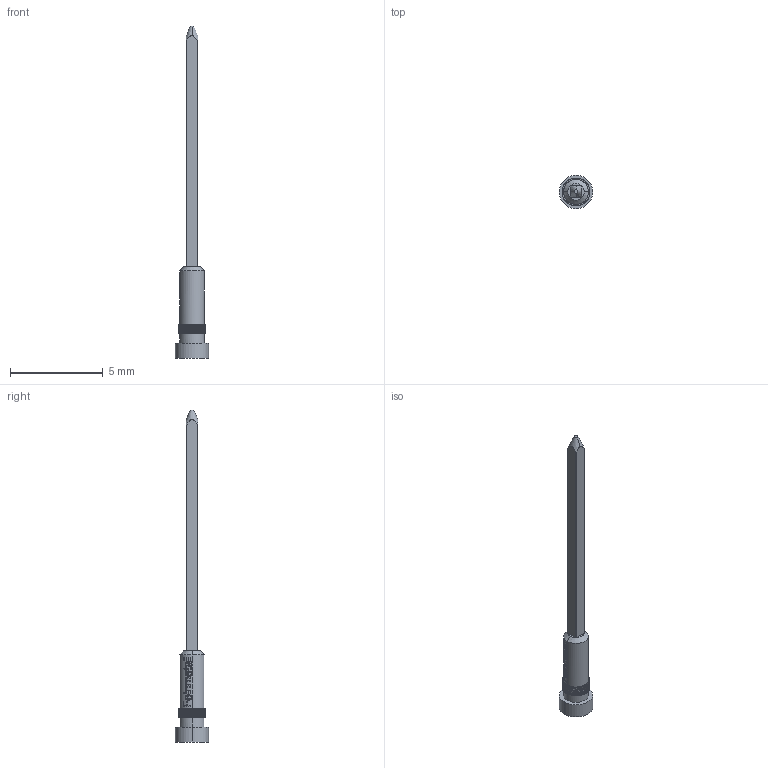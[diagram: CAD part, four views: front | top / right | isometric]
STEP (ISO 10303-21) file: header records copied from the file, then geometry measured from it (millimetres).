
FILE_DESCRIPTION (( 'STEP AP214' ), '1' );
FILE_NAME ('MOD-I-G1S4.STEP', '2015-11-11T07:38:26', ( 'run' ), ( 'Hewlett-Packard Company' ), 'SwSTEP 2.0', 'SolidWorks 2015', '' );
FILE_SCHEMA (( 'AUTOMOTIVE_DESIGN' ));
Length unit declared in the file: millimetre
Products named in the file (1): MOD-I-G1S4
Bounding box: 1.8 x 1.8 x 17.85 mm (x, y, z)
Volume: 12.7 mm3; surface area: 62.9 mm2
Topology: 1 solids, 1 shells, 415 faces, 1044 edges, 686 vertices
Faces by surface type: plane 276, cylinder 80, bspline 55, cone 4
Entity records: 14069 total; most frequent: CARTESIAN_POINT 4344, ORIENTED_EDGE 2088, DIRECTION 1854, EDGE_CURVE 1044, VERTEX_POINT 686, AXIS2_PLACEMENT_3D 653, LINE 548, VECTOR 548
